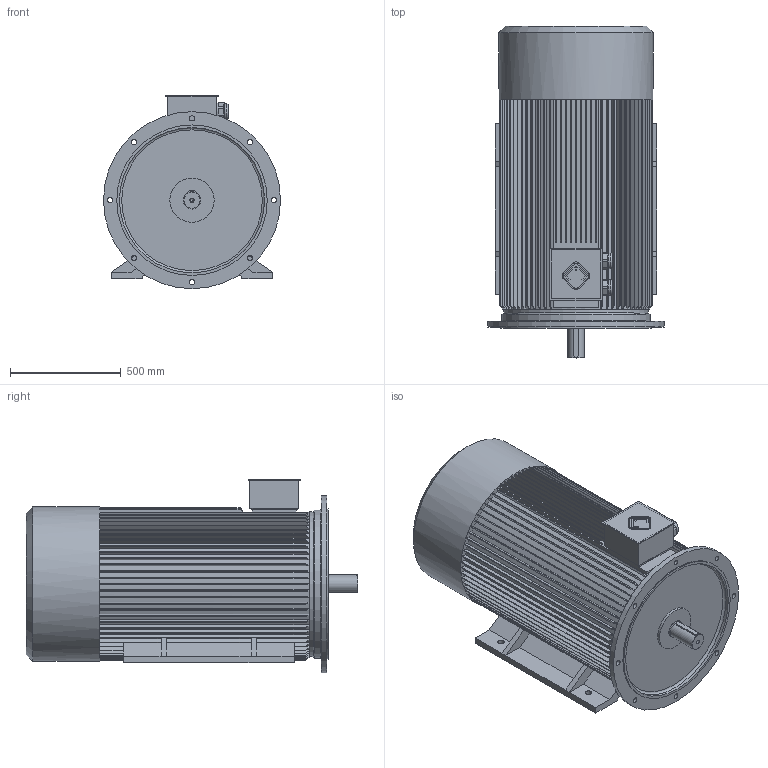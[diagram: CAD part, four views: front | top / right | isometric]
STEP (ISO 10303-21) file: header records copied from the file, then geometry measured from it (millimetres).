
FILE_DESCRIPTION(/* description */ ('Unknown'),/* implementation_level */ '2;1');
FILE_NAME(/* name */ 'AIS355M2_В35',/* time_stamp */ '2021-05-24T13:47:32+03:00',/* author */ ('Unknown'),/* organization */ ('Unknown'),/* preprocessor_version */ 'ST-DEVELOPER v16',/* originating_system */ 'DEX',/* authorisation */ $);
FILE_SCHEMA (('AUTOMOTIVE_DESIGN {1 0 10303 214 3 1 1}'));
Length unit declared in the file: millimetre
Products named in the file (1): AIS355M2_ﾂ35
Bounding box: 800 x 1500 x 874 mm (x, y, z)
Volume: 494147990 mm3; surface area: 7459732.9 mm2
Topology: 1 solids, 1 shells, 607 faces, 1734 edges, 1144 vertices
Faces by surface type: plane 408, cylinder 124, cone 70, torus 5
Full cylindrical faces by diameter (mm): 17.294 x2, 24 x8, 28 x4, 69.612 x2, 75 x1, 80 x3, 200 x1, 650 x1, 654 x1, 656 x1, 670 x1, 680 x1, 698 x1, 800 x1
Entity records: 24226 total; most frequent: CARTESIAN_POINT 4045, ORIENTED_EDGE 3368, DIRECTION 3290, EDGE_CURVE 1684, VERTEX_POINT 1133, AXIS2_PLACEMENT_3D 1130, LINE 1030, VECTOR 1030
